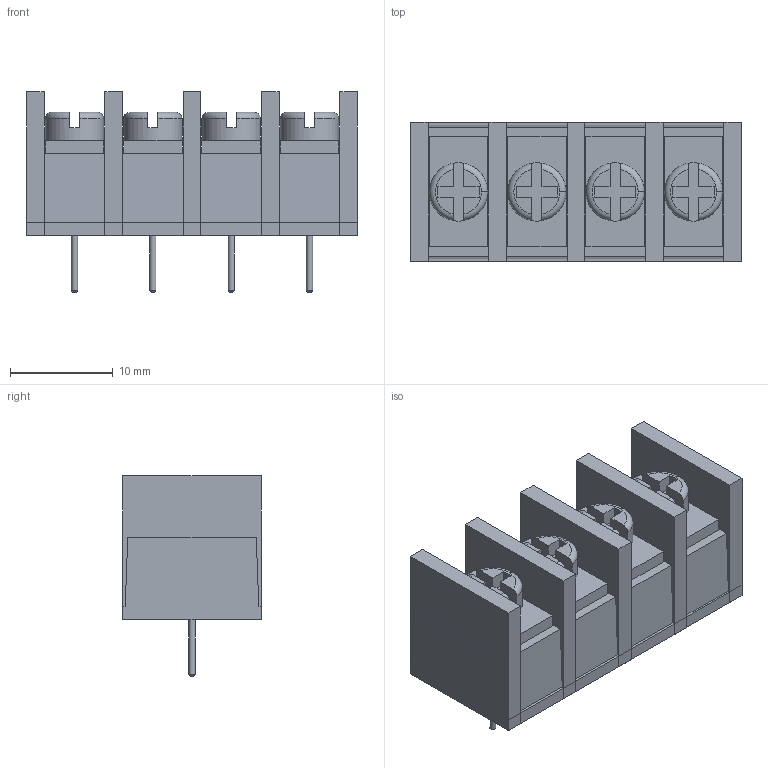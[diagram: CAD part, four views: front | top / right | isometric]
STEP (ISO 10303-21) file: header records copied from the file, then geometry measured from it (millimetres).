
FILE_DESCRIPTION(('FreeCAD Model'),'2;1');
FILE_NAME('Open CASCADE Shape Model','2021-05-18T18:11:27',('Author'),( ''),'Open CASCADE STEP processor 7.5','FreeCAD','Unknown');
FILE_SCHEMA(('AUTOMOTIVE_DESIGN { 1 0 10303 214 1 1 1 1 }'));
Length unit declared in the file: millimetre
Products named in the file (19): Unnamed; TerminalBody; Body001; Plate001; Screw001; Body005; Body006; Leg001; Body008; Body009; Body010; Body012; Body013; Body014; Body015; Body016; Body017; Body018; Body019
Assembly tree (18 placements, depth 2):
  Unnamed
    TerminalBody
    Body001
    Plate001
    Screw001
    Body005
    Body006
    Leg001
    Body008
    Body009
    Body010
    Body012
    Body013
    Body014
    Body015
    Body016
    Body017
    Body018
    Body019
Bounding box: 32.18 x 13.5 x 19.5 mm (x, y, z)
Volume: 5479.1 mm3; surface area: 5118.6 mm2
Topology: 18 solids, 18 shells, 152 faces, 340 edges, 224 vertices
Faces by surface type: plane 128, torus 12, cylinder 8, cone 4
Full cylindrical faces by diameter (mm): 0.6 x4, 5.68 x4
Entity records: 9627 total; most frequent: CARTESIAN_POINT 2087, DIRECTION 1358, LINE 888, VECTOR 888, ORIENTED_EDGE 680, PCURVE 680, DEFINITIONAL_REPRESENTATION 680, EDGE_CURVE 340
